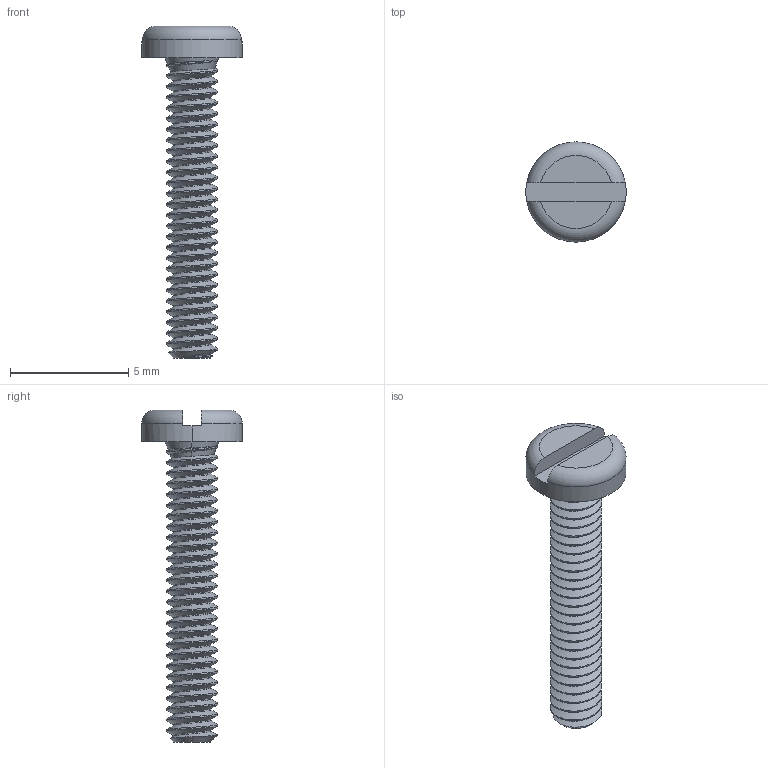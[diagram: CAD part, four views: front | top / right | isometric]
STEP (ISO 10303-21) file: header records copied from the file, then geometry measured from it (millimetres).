
FILE_DESCRIPTION (( 'STEP AP203' ), '1' );
FILE_NAME ('93135A081_Off-White Nylon Pan Head Screws.STEP', '2025-04-28T18:28:07', ( 'Administrator' ), ( 'Managed by Terraform' ), 'SwSTEP 2.0', 'SolidWorks 2017', '' );
FILE_SCHEMA (( 'CONFIG_CONTROL_DESIGN' ));
Length unit declared in the file: inch
Products named in the file (1): 93135A081_Off-White Nylon Pan Head Screws
Bounding box: 4.24 x 4.24 x 14.05 mm (x, y, z)
Volume: 52.2 mm3; surface area: 175.4 mm2
Topology: 1 solids, 1 shells, 75 faces, 216 edges, 144 vertices
Faces by surface type: cylinder 57, plane 7, cone 6, bspline 3, torus 2
Entity records: 5882 total; most frequent: CARTESIAN_POINT 4197, ORIENTED_EDGE 432, DIRECTION 248, EDGE_CURVE 216, VERTEX_POINT 144, AXIS2_PLACEMENT_3D 89, EDGE_LOOP 76, ADVANCED_FACE 75
